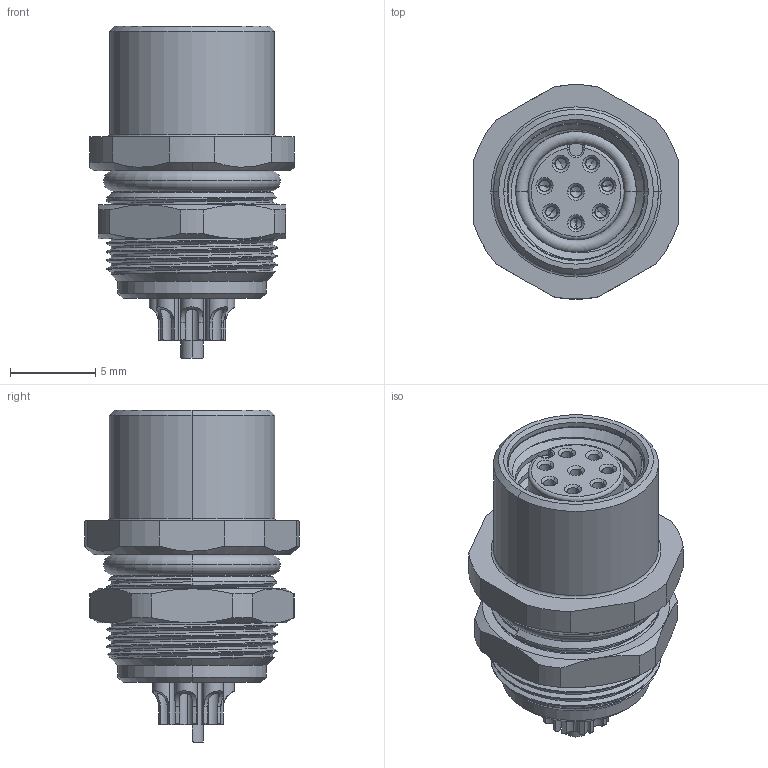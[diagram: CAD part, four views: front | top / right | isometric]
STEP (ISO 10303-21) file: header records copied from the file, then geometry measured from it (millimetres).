
FILE_DESCRIPTION((''),'2;1');
FILE_NAME('8P-K188_','2025-09-09T',('gongcheng16'),(''),'PRO/ENGINEER BY PARAMETRIC TECHNOLOGY CORPORATION, 2010280','PRO/ENGINEER BY PARAMETRIC TECHNOLOGY CORPORATION, 2010280','');
FILE_SCHEMA(('CONFIG_CONTROL_DESIGN'));
Products named in the file (1): 8P-K188_
Bounding box: 12 x 12.6 x 19.5 mm (x, y, z)
Volume: 224.2 mm3; surface area: 16264.1 mm2
Topology: 1 solids, 170 shells, 2308 faces, 7032 edges, 4744 vertices
Faces by surface type: cylinder 995, plane 599, cone 443, bspline 167, torus 104
Entity records: 141485 total; most frequent: CARTESIAN_POINT 82372, ORIENTED_EDGE 11982, DIRECTION 11543, EDGE_CURVE 7000, VERTEX_POINT 4744, AXIS2_PLACEMENT_3D 4413, VECTOR 2717, LINE 2717
